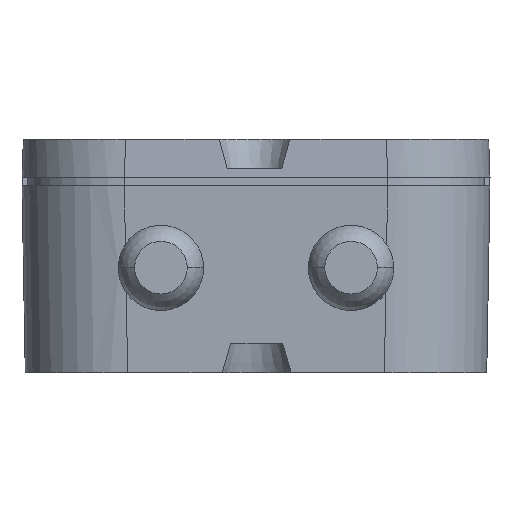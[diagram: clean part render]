
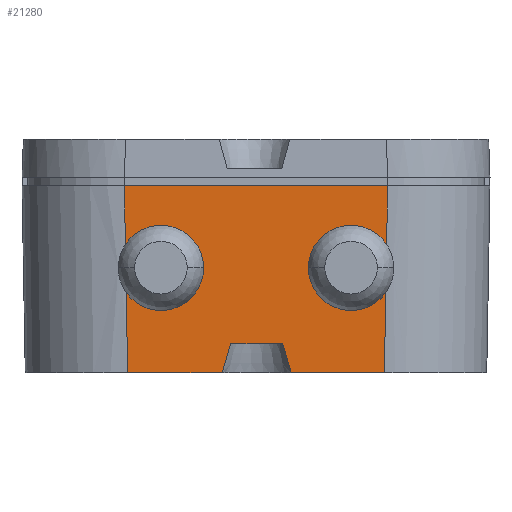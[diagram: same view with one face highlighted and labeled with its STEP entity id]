
A CAD part, left-side view. The second image highlights one B-rep face of the part: STEP entity #21280.
In plain terms, the highlighted face is planar.
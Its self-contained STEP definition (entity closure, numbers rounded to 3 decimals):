
#10520=CARTESIAN_POINT('',(16.888,-4.389,-4.));
#10530=VERTEX_POINT('',#10520);
#10710=CARTESIAN_POINT('',(17.,-4.501,2.4));
#10720=VERTEX_POINT('',#10710);
#10750=CARTESIAN_POINT('',(16.957,-4.458,
-0.061));
#10760=DIRECTION('',(0.017,-0.017,
1.));
#10770=VECTOR('',#10760,1.);
#10780=LINE('',#10750,#10770);
#10790=CARTESIAN_POINT('',(16.965,-4.466,
0.399));
#10800=VERTEX_POINT('',#10790);
#10810=EDGE_CURVE('',#10800,#10720,#10780,.T.);
#11520=CARTESIAN_POINT('',(16.936,-4.437,
-1.254));
#11530=VERTEX_POINT('',#11520);
#11560=EDGE_CURVE('',#10530,#11530,#10780,.T.);
#19130=CARTESIAN_POINT('',(16.951,1.792,-0.4));
#19140=VERTEX_POINT('',#19130);
#19170=CARTESIAN_POINT('',(16.951,3.25,
-0.406));
#19180=DIRECTION('',(-1.,0.,0.017));
#19190=DIRECTION('',(-0.017,0.,-1.));
#19200=AXIS2_PLACEMENT_3D('',#19170,#19180,#19190);
#19210=CIRCLE('',#19200,1.458);
#19220=CARTESIAN_POINT('',(16.965,4.466,
0.399));
#19230=VERTEX_POINT('',#19220);
#19240=EDGE_CURVE('',#19140,#19230,#19210,.T.);
#20200=CARTESIAN_POINT('',(17.,0.,2.4));
#20210=DIRECTION('',(-1.,0.,0.017));
#20220=DIRECTION('',(0.,-1.,0.));
#20230=AXIS2_PLACEMENT_3D('',#20200,#20210,#20220);
#20240=PLANE('',#20230);
#20250=CARTESIAN_POINT('',(17.414,0.024,-3.1));
#20260=DIRECTION('',(0.,0.,-1.));
#20270=DIRECTION('',(-1.,0.,0.));
#20280=AXIS2_PLACEMENT_3D('',#20250,#20260,#20270);
#20290=CONICAL_SURFACE('',#20280,1.05,0.262);
#20300=CARTESIAN_POINT('',(16.906,0.912,
-3.));
#20310=CARTESIAN_POINT('',(16.904,0.937,
-3.083));
#20320=CARTESIAN_POINT('',(16.903,0.962,
-3.166));
#20330=CARTESIAN_POINT('',(16.901,0.986,
-3.25));
#20340=CARTESIAN_POINT('',(16.9,1.011,
-3.333));
#20350=CARTESIAN_POINT('',(16.898,1.035,
-3.416));
#20360=CARTESIAN_POINT('',(16.897,1.059,
-3.5));
#20370=CARTESIAN_POINT('',(16.896,1.084,
-3.583));
#20380=CARTESIAN_POINT('',(16.894,1.108,
-3.666));
#20390=CARTESIAN_POINT('',(16.893,1.132,
-3.75));
#20400=CARTESIAN_POINT('',(16.891,1.156,
-3.833));
#20410=CARTESIAN_POINT('',(16.89,1.18,
-3.917));
#20420=CARTESIAN_POINT('',(16.888,1.204,
-4.));
#20430=B_SPLINE_CURVE_WITH_KNOTS('',3,(#20300,#20310,#20320,#20330,
#20340,#20350,#20360,#20370,#20380,#20390,#20400,#20410,#20420),
.UNSPECIFIED.,.F.,.F.,(4,3,3,3,4),(0.,0.26,
0.521,0.781,1.042),.UNSPECIFIED.);
#20440=SURFACE_CURVE('',#20430,(#20240,#20290),.CURVE_3D.);
#20450=CARTESIAN_POINT('',(16.906,0.912,-3.));
#20460=VERTEX_POINT('',#20450);
#20470=CARTESIAN_POINT('',(16.888,1.204,-4.));
#20480=VERTEX_POINT('',#20470);
#20490=EDGE_CURVE('',#20460,#20480,#20440,.T.);
#20500=ORIENTED_EDGE('',*,*,#20490,.T.);
#20510=CARTESIAN_POINT('',(16.906,0.,-3.));
#20520=DIRECTION('',(0.,-1.,-0.));
#20530=VECTOR('',#20520,1.);
#20540=LINE('',#20510,#20530);
#20550=CARTESIAN_POINT('',(16.906,-0.865,-3.));
#20560=VERTEX_POINT('',#20550);
#20570=EDGE_CURVE('',#20460,#20560,#20540,.T.);
#20580=ORIENTED_EDGE('',*,*,#20570,.F.);
#20590=CARTESIAN_POINT('',(16.888,-1.156,
-4.));
#20600=CARTESIAN_POINT('',(16.89,-1.132,
-3.917));
#20610=CARTESIAN_POINT('',(16.891,-1.108,
-3.833));
#20620=CARTESIAN_POINT('',(16.893,-1.084,
-3.75));
#20630=CARTESIAN_POINT('',(16.894,-1.06,
-3.666));
#20640=CARTESIAN_POINT('',(16.896,-1.036,
-3.583));
#20650=CARTESIAN_POINT('',(16.897,-1.012,
-3.5));
#20660=CARTESIAN_POINT('',(16.898,-0.988,
-3.416));
#20670=CARTESIAN_POINT('',(16.9,-0.963,
-3.333));
#20680=CARTESIAN_POINT('',(16.901,-0.939,
-3.25));
#20690=CARTESIAN_POINT('',(16.903,-0.914,
-3.166));
#20700=CARTESIAN_POINT('',(16.904,-0.89,
-3.083));
#20710=CARTESIAN_POINT('',(16.906,-0.865,
-3.));
#20720=B_SPLINE_CURVE_WITH_KNOTS('',3,(#20590,#20600,#20610,#20620,
#20630,#20640,#20650,#20660,#20670,#20680,#20690,#20700,#20710),
.UNSPECIFIED.,.F.,.F.,(4,3,3,3,4),(0.,0.26,
0.521,0.781,1.042),.UNSPECIFIED.);
#20730=SURFACE_CURVE('',#20720,(#20240,#20290),.CURVE_3D.);
#20740=CARTESIAN_POINT('',(16.888,-1.156,-4.));
#20750=VERTEX_POINT('',#20740);
#20760=EDGE_CURVE('',#20750,#20560,#20730,.T.);
#20770=ORIENTED_EDGE('',*,*,#20760,.T.);
#20780=CARTESIAN_POINT('',(16.888,0.,-4.));
#20790=DIRECTION('',(0.,1.,0.));
#20800=VECTOR('',#20790,1.);
#20810=LINE('',#20780,#20800);
#20820=EDGE_CURVE('',#10530,#20750,#20810,.T.);
#20830=ORIENTED_EDGE('',*,*,#20820,.T.);
#20840=ORIENTED_EDGE('',*,*,#11560,.F.);
#20850=CARTESIAN_POINT('',(16.951,-3.25,
-0.406));
#20860=DIRECTION('',(-1.,0.,0.017));
#20870=DIRECTION('',(-0.017,0.,-1.));
#20880=AXIS2_PLACEMENT_3D('',#20850,#20860,#20870);
#20890=CIRCLE('',#20880,1.458);
#20900=CARTESIAN_POINT('',(16.951,-1.792,-0.4));
#20910=VERTEX_POINT('',#20900);
#20920=EDGE_CURVE('',#20910,#11530,#20890,.T.);
#20930=ORIENTED_EDGE('',*,*,#20920,.T.);
#20940=EDGE_CURVE('',#10800,#20910,#20890,.T.);
#20950=ORIENTED_EDGE('',*,*,#20940,.T.);
#20960=ORIENTED_EDGE('',*,*,#10810,.F.);
#20970=CARTESIAN_POINT('',(17.,0.,2.4));
#20980=DIRECTION('',(0.,1.,0.));
#20990=VECTOR('',#20980,1.);
#21000=LINE('',#20970,#20990);
#21010=CARTESIAN_POINT('',(17.,4.501,2.4));
#21020=VERTEX_POINT('',#21010);
#21030=EDGE_CURVE('',#10720,#21020,#21000,.T.);
#21040=ORIENTED_EDGE('',*,*,#21030,.F.);
#21050=CARTESIAN_POINT('',(16.957,4.458,
-0.061));
#21060=DIRECTION('',(-0.017,-0.017,
-1.));
#21070=VECTOR('',#21060,1.);
#21080=LINE('',#21050,#21070);
#21090=EDGE_CURVE('',#21020,#19230,#21080,.T.);
#21100=ORIENTED_EDGE('',*,*,#21090,.F.);
#21110=ORIENTED_EDGE('',*,*,#19240,.T.);
#21120=CARTESIAN_POINT('',(16.936,4.437,
-1.254));
#21130=VERTEX_POINT('',#21120);
#21140=EDGE_CURVE('',#21130,#19140,#19210,.T.);
#21150=ORIENTED_EDGE('',*,*,#21140,.T.);
#21160=CARTESIAN_POINT('',(16.888,4.389,-4.));
#21170=VERTEX_POINT('',#21160);
#21180=EDGE_CURVE('',#21130,#21170,#21080,.T.);
#21190=ORIENTED_EDGE('',*,*,#21180,.F.);
#21200=CARTESIAN_POINT('',(16.888,0.,-4.));
#21210=DIRECTION('',(-0.,1.,0.));
#21220=VECTOR('',#21210,1.);
#21230=LINE('',#21200,#21220);
#21240=EDGE_CURVE('',#20480,#21170,#21230,.T.);
#21250=ORIENTED_EDGE('',*,*,#21240,.T.);
#21260=EDGE_LOOP('',(#21250,#21190,#21150,#21110,#21100,#21040,#20960,
#20950,#20930,#20840,#20830,#20770,#20580,#20500));
#21270=FACE_OUTER_BOUND('',#21260,.T.);
#21280=ADVANCED_FACE('',(#21270),#20240,.F.);
